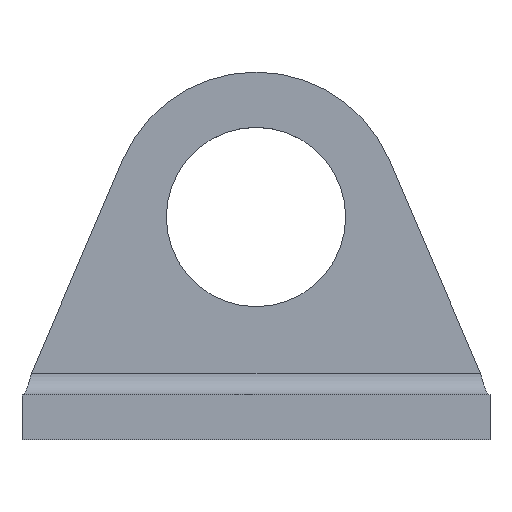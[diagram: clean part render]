
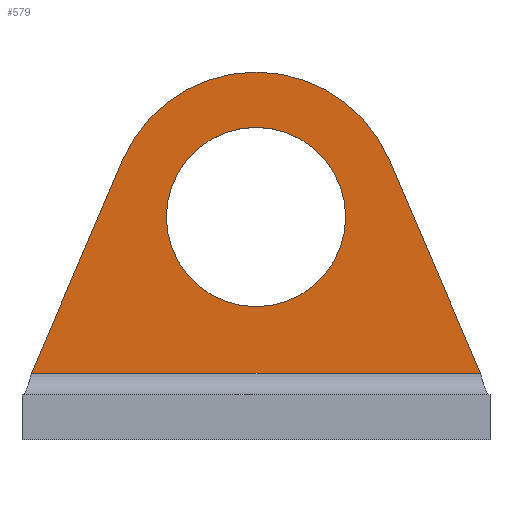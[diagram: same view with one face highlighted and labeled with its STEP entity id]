
A CAD part, top view. The second image highlights one B-rep face of the part: STEP entity #579.
In plain terms, the highlighted planar face has unit normal (0, 0, 1).
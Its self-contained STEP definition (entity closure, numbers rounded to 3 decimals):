
#140=CARTESIAN_POINT('',(8.05,0.,4.0));
#141=VERTEX_POINT('',#140);
#142=CARTESIAN_POINT('',(0.0,0.0,4.0));
#143=DIRECTION('',(0.0,0.0,-1.0));
#144=DIRECTION('',(-1.0,0.0,0.0));
#145=AXIS2_PLACEMENT_3D('',#142,#143,#144);
#146=CIRCLE('',#145,8.05);
#147=EDGE_CURVE('',#141,#141,#146,.T.);
#307=CARTESIAN_POINT('',(20.143,-14.,4.0));
#308=VERTEX_POINT('',#307);
#364=CARTESIAN_POINT('',(-20.143,-14.,4.0));
#365=VERTEX_POINT('',#364);
#454=CARTESIAN_POINT('',(-20.143,-14.0,4.0));
#455=DIRECTION('',(1.0,0.0,0.0));
#456=VECTOR('',#455,40.286);
#457=LINE('',#454,#456);
#458=EDGE_CURVE('',#365,#308,#457,.T.);
#478=CARTESIAN_POINT('',(11.949,5.121,4.0));
#479=VERTEX_POINT('',#478);
#486=CARTESIAN_POINT('',(11.949,5.121,4.0));
#487=DIRECTION('',(0.394,-0.919,0.0));
#488=VECTOR('',#487,20.802);
#489=LINE('',#486,#488);
#490=EDGE_CURVE('',#479,#308,#489,.T.);
#528=CARTESIAN_POINT('',(-11.949,5.121,4.0));
#529=VERTEX_POINT('',#528);
#530=CARTESIAN_POINT('',(0.0,0.0,4.0));
#531=DIRECTION('',(0.0,0.0,-1.0));
#532=DIRECTION('',(-0.919,-0.394,0.0));
#533=AXIS2_PLACEMENT_3D('',#530,#531,#532);
#534=CIRCLE('',#533,13.);
#535=EDGE_CURVE('',#529,#479,#534,.T.);
#554=CARTESIAN_POINT('',(-20.143,-14.0,4.0));
#555=DIRECTION('',(0.394,0.919,0.0));
#556=VECTOR('',#555,20.802);
#557=LINE('',#554,#556);
#558=EDGE_CURVE('',#365,#529,#557,.T.);
#565=CARTESIAN_POINT('',(0.,-7.434,4.0));
#566=DIRECTION('',(0.0,0.0,1.0));
#567=DIRECTION('',(1.0,0.0,0.0));
#568=AXIS2_PLACEMENT_3D('',#565,#566,#567);
#569=PLANE('',#568);
#570=ORIENTED_EDGE('',*,*,#458,.T.);
#571=ORIENTED_EDGE('',*,*,#490,.F.);
#572=ORIENTED_EDGE('',*,*,#535,.F.);
#573=ORIENTED_EDGE('',*,*,#558,.F.);
#574=EDGE_LOOP('',(#570,#571,#572,#573));
#575=FACE_OUTER_BOUND('',#574,.T.);
#576=ORIENTED_EDGE('',*,*,#147,.T.);
#577=EDGE_LOOP('',(#576));
#578=FACE_BOUND('',#577,.T.);
#579=ADVANCED_FACE('',(#575,#578),#569,.T.);
